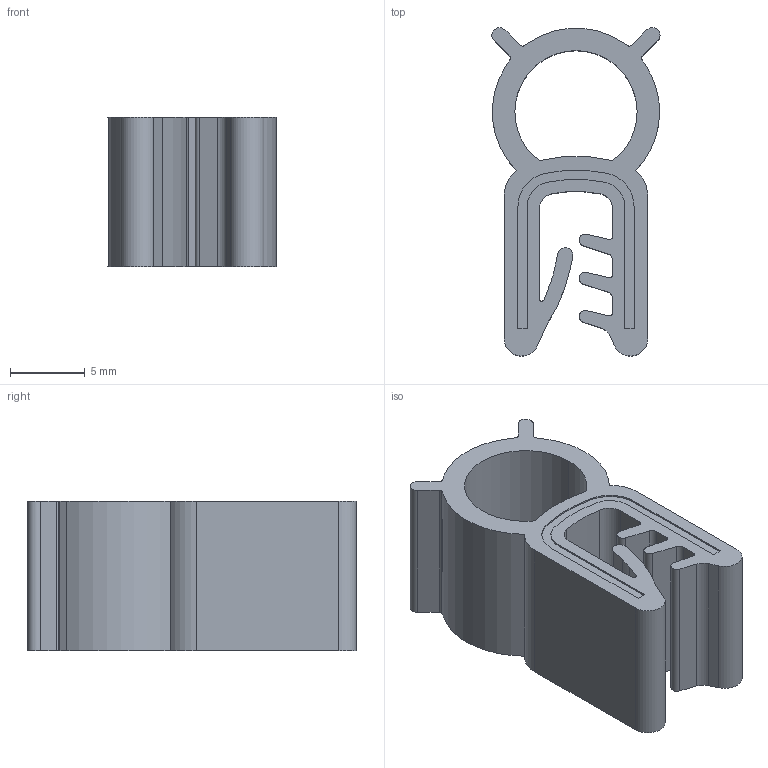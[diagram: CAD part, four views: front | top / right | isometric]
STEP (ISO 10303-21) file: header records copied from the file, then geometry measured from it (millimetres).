
FILE_DESCRIPTION (( 'STEP AP214' ), '1' );
FILE_NAME ('427009-NBR_Industrilas.step', '2025-09-02T12:58:11', ( '' ), ( '' ), 'SwSTEP 2.0', 'SolidWorks 2010', '' );
FILE_SCHEMA (( 'AUTOMOTIVE_DESIGN' ));
Length unit declared in the file: millimetre
Products named in the file (1): 427009-NBR_Industrilas
Bounding box: 11.26 x 21.99 x 10 mm (x, y, z)
Volume: 1203.8 mm3; surface area: 1582 mm2
Topology: 1 solids, 1 shells, 90 faces, 258 edges, 172 vertices
Faces by surface type: cylinder 49, plane 41
Entity records: 4008 total; most frequent: DIRECTION 538, CARTESIAN_POINT 521, ORIENTED_EDGE 516, EDGE_CURVE 258, AXIS2_PLACEMENT_3D 189, VERTEX_POINT 172, LINE 160, VECTOR 160
